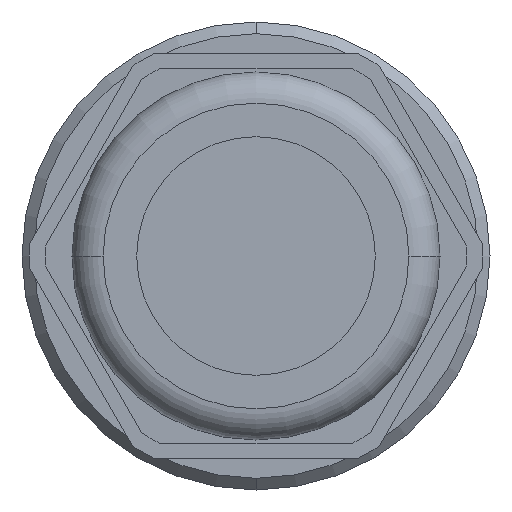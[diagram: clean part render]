
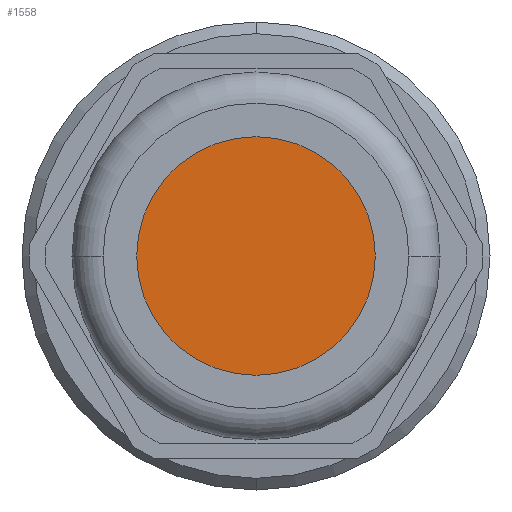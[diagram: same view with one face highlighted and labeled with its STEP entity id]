
A CAD part, left-side view. The second image highlights one B-rep face of the part: STEP entity #1558.
In plain terms, the highlighted planar face has unit normal (-1, 0, 0).
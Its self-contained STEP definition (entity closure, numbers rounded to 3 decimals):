
#463=CARTESIAN_POINT('',(-18.495,0.,0.));
#464=DIRECTION('',(1.,0.,0.));
#465=DIRECTION('',(0.,-1.,0.));
#466=AXIS2_PLACEMENT_3D('',#463,#464,#465);
#473=CARTESIAN_POINT('',(-18.495,0.,0.));
#474=DIRECTION('',(1.,0.,0.));
#475=DIRECTION('',(0.,1.,0.));
#476=AXIS2_PLACEMENT_3D('',#473,#474,#475);
#831=CARTESIAN_POINT('',(-18.495,-7.65,0.));
#832=CARTESIAN_POINT('',(-18.495,7.65,0.));
#833=VERTEX_POINT('',#831);
#834=VERTEX_POINT('',#832);
#1548=CARTESIAN_POINT('',(-18.495,0.,0.));
#1549=DIRECTION('',(-1.,0.,0.));
#1550=DIRECTION('',(0.,1.,0.));
#1551=AXIS2_PLACEMENT_3D('',#1548,#1549,#1550);
#1552=PLANE('',#1551);
#1553=ORIENTED_EDGE('',*,*,#1538,.T.);
#1555=ORIENTED_EDGE('',*,*,#1554,.T.);
#1556=EDGE_LOOP('',(#1553,#1555));
#1557=FACE_OUTER_BOUND('',#1556,.F.);
#1558=ADVANCED_FACE('',(#1557),#1552,.T.);
#467=CIRCLE('',#466,7.65);
#477=CIRCLE('',#476,7.65);
#1538=EDGE_CURVE('',#833,#834,#467,.T.);
#1554=EDGE_CURVE('',#834,#833,#477,.T.);
